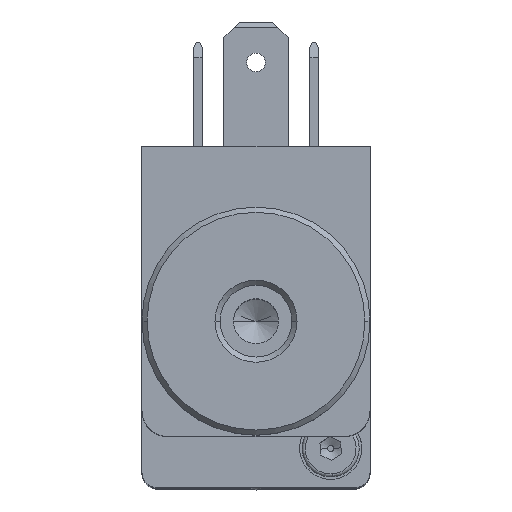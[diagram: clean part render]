
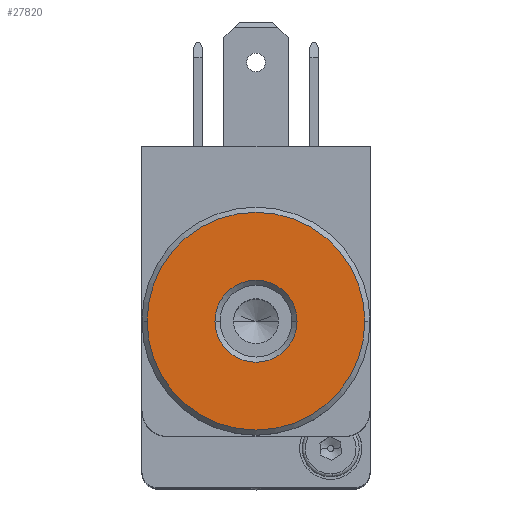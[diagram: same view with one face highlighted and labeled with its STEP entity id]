
A CAD part, top view. The second image highlights one B-rep face of the part: STEP entity #27820.
In plain terms, the highlighted face is planar.
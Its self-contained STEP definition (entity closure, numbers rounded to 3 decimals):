
#27590=CARTESIAN_POINT('',(-10.5,0.,-2.25));
#27591=VERTEX_POINT('',#27590);
#27598=CARTESIAN_POINT('',(10.5,0.0,-2.25));
#27599=VERTEX_POINT('',#27598);
#27600=CARTESIAN_POINT('',(0.0,0.0,-2.25));
#27601=DIRECTION('',(0.0,0.0,1.0));
#27602=DIRECTION('',(-1.0,0.0,0.0));
#27603=AXIS2_PLACEMENT_3D('',#27600,#27601,#27602);
#27604=CIRCLE('',#27603,10.5);
#27605=EDGE_CURVE('',#27591,#27599,#27604,.T.);
#27664=CARTESIAN_POINT('',(-3.956,0.,-2.25));
#27665=VERTEX_POINT('',#27664);
#27679=CARTESIAN_POINT('',(3.956,0.0,-2.25));
#27680=VERTEX_POINT('',#27679);
#27687=CARTESIAN_POINT('',(0.0,0.0,-2.25));
#27688=DIRECTION('',(0.0,0.0,-1.0));
#27689=DIRECTION('',(-1.0,0.0,0.0));
#27690=AXIS2_PLACEMENT_3D('',#27687,#27688,#27689);
#27691=CIRCLE('',#27690,3.956);
#27692=EDGE_CURVE('',#27680,#27665,#27691,.T.);
#27789=CARTESIAN_POINT('',(0.0,0.0,-2.25));
#27790=DIRECTION('',(0.0,0.0,-1.0));
#27791=DIRECTION('',(-1.0,0.0,0.0));
#27792=AXIS2_PLACEMENT_3D('',#27789,#27790,#27791);
#27793=CIRCLE('',#27792,3.956);
#27794=EDGE_CURVE('',#27665,#27680,#27793,.T.);
#27801=CARTESIAN_POINT('',(0.92,0.0,-2.25));
#27802=DIRECTION('',(0.0,0.0,1.0));
#27803=DIRECTION('',(1.0,0.0,0.0));
#27804=AXIS2_PLACEMENT_3D('',#27801,#27802,#27803);
#27805=PLANE('',#27804);
#27806=CARTESIAN_POINT('',(0.0,0.0,-2.25));
#27807=DIRECTION('',(0.0,0.0,1.0));
#27808=DIRECTION('',(-1.0,0.0,0.0));
#27809=AXIS2_PLACEMENT_3D('',#27806,#27807,#27808);
#27810=CIRCLE('',#27809,10.5);
#27811=EDGE_CURVE('',#27599,#27591,#27810,.T.);
#27812=ORIENTED_EDGE('',*,*,#27811,.F.);
#27813=ORIENTED_EDGE('',*,*,#27605,.F.);
#27814=EDGE_LOOP('',(#27812,#27813));
#27815=FACE_OUTER_BOUND('',#27814,.T.);
#27816=ORIENTED_EDGE('',*,*,#27692,.F.);
#27817=ORIENTED_EDGE('',*,*,#27794,.F.);
#27818=EDGE_LOOP('',(#27816,#27817));
#27819=FACE_BOUND('',#27818,.T.);
#27820=ADVANCED_FACE('',(#27815,#27819),#27805,.F.);
